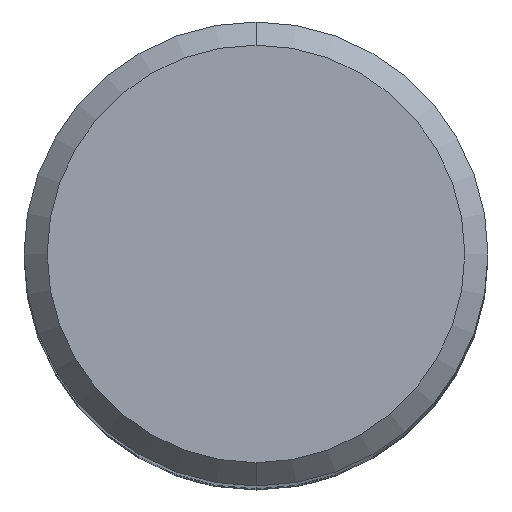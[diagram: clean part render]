
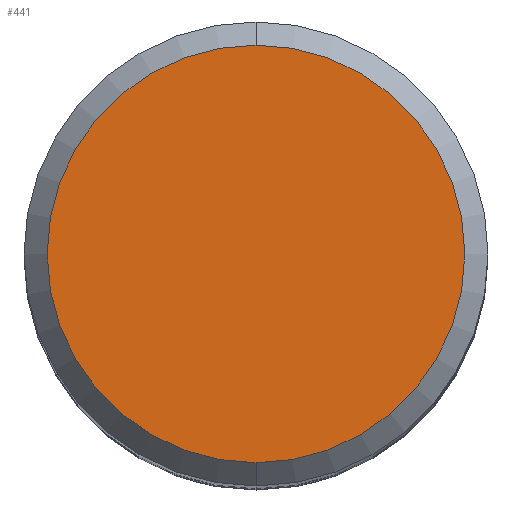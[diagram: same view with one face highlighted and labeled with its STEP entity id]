
A CAD part, top view. The second image highlights one B-rep face of the part: STEP entity #441.
In plain terms, the highlighted planar face has unit normal (0, 0, 1).
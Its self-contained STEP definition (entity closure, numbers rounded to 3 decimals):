
#175=VERTEX_POINT('',#478);
#351=EDGE_CURVE('',#391,#175,#675,.T.);
#357=EDGE_CURVE('',#175,#391,#681,.T.);
#391=VERTEX_POINT('',#720);
#441=ADVANCED_FACE('',(#774),#775,.T.);
#478=CARTESIAN_POINT('',(0.,-9.0,0.0));
#675=CIRCLE('',#1298,9.0);
#681=CIRCLE('',#1305,9.0);
#720=CARTESIAN_POINT('',(0.0,9.0,0.0));
#774=FACE_OUTER_BOUND('',#1547,.T.);
#775=PLANE('',#1548);
#1298=AXIS2_PLACEMENT_3D('',#1823,#1824,#1825);
#1305=AXIS2_PLACEMENT_3D('',#1826,#1827,#1828);
#1547=EDGE_LOOP('',(#1929,#1930));
#1548=AXIS2_PLACEMENT_3D('',#1931,#1932,#1933);
#1823=CARTESIAN_POINT('',(0.0,0.0,0.0));
#1824=DIRECTION('',(0.0,0.0,-1.0));
#1825=DIRECTION('',(0.0,1.0,0.0));
#1826=CARTESIAN_POINT('',(0.0,0.0,0.0));
#1827=DIRECTION('',(0.0,0.0,-1.0));
#1828=DIRECTION('',(0.0,1.0,0.0));
#1929=ORIENTED_EDGE('',*,*,#351,.F.);
#1930=ORIENTED_EDGE('',*,*,#357,.F.);
#1931=CARTESIAN_POINT('',(0.0,4.5,0.0));
#1932=DIRECTION('',(-0.0,0.0,1.0));
#1933=DIRECTION('',(0.0,-1.0,0.0));
